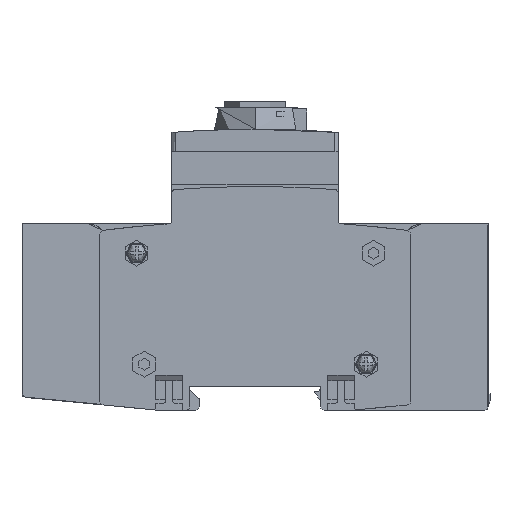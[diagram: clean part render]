
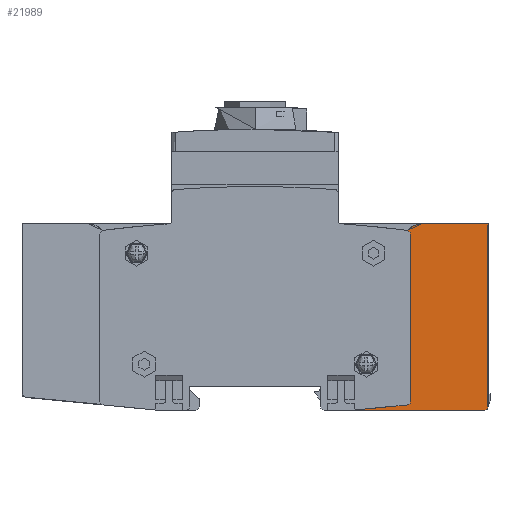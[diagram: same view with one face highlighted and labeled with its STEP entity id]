
A CAD part, left-side view. The second image highlights one B-rep face of the part: STEP entity #21989.
In plain terms, the highlighted planar face has unit normal (-1, 0, 0).
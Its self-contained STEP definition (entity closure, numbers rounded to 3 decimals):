
#21989=ADVANCED_FACE('',(#61855),#61856,.T.);
#35969=VERTEX_POINT('',#77992);
#37761=VERTEX_POINT('',#79784);
#37763=EDGE_CURVE('',#37761,#35969,#79786,.T.);
#37767=VERTEX_POINT('',#79790);
#37769=EDGE_CURVE('',#37767,#37761,#79792,.T.);
#37773=VERTEX_POINT('',#79796);
#37777=EDGE_CURVE('',#37773,#37767,#79800,.F.);
#37779=VERTEX_POINT('',#79802);
#37783=EDGE_CURVE('',#37779,#37773,#79806,.T.);
#37785=VERTEX_POINT('',#79808);
#37787=EDGE_CURVE('',#37785,#37779,#79810,.T.);
#37791=VERTEX_POINT('',#79814);
#37795=EDGE_CURVE('',#37791,#37785,#79818,.T.);
#37797=VERTEX_POINT('',#79820);
#37807=VERTEX_POINT('',#79830);
#37811=EDGE_CURVE('',#37797,#37807,#79834,.T.);
#37813=VERTEX_POINT('',#79836);
#37821=EDGE_CURVE('',#37813,#37797,#79844,.T.);
#37825=EDGE_CURVE('',#35969,#37813,#79848,.T.);
#37827=VERTEX_POINT('',#79850);
#37829=EDGE_CURVE('',#37827,#37791,#79852,.T.);
#40617=VERTEX_POINT('',#82640);
#40621=EDGE_CURVE('',#37807,#40617,#82644,.T.);
#40679=VERTEX_POINT('',#82702);
#40681=EDGE_CURVE('',#40617,#40679,#82704,.T.);
#40683=VERTEX_POINT('',#82706);
#40685=EDGE_CURVE('',#40679,#40683,#82708,.T.);
#40687=EDGE_CURVE('',#40683,#37827,#82710,.T.);
#61855=FACE_OUTER_BOUND('',#103875,.T.);
#61856=PLANE('',#103876);
#77992=CARTESIAN_POINT('',(6.0,41.5,55.5));
#79784=CARTESIAN_POINT('',(6.0,41.1,55.5));
#79786=LINE('',#136087,#136088);
#79790=CARTESIAN_POINT('',(6.0,41.1,50.966));
#79792=LINE('',#136097,#136098);
#79796=CARTESIAN_POINT('',(6.0,40.542,50.368));
#79800=CIRCLE('',#136111,0.6);
#79802=CARTESIAN_POINT('',(6.0,22.257,48.552));
#79806=CIRCLE('',#136122,324.9);
#79808=CARTESIAN_POINT('',(6.0,18.423,50.4));
#79810=CIRCLE('',#136127,4.9);
#79814=CARTESIAN_POINT('',(6.0,0.6,50.4));
#79818=LINE('',#136140,#136141);
#79820=CARTESIAN_POINT('',(6.0,40.57,49.969));
#79830=CARTESIAN_POINT('',(6.0,25.,48.488));
#79834=CIRCLE('',#136163,324.5);
#79836=CARTESIAN_POINT('',(6.0,41.5,50.966));
#79844=CIRCLE('',#136177,1.0);
#79848=LINE('',#136184,#136185);
#79850=CARTESIAN_POINT('',(6.0,0.6,1.));
#79852=LINE('',#136190,#136191);
#82640=CARTESIAN_POINT('',(6.0,25.,1.242));
#82644=LINE('',#142924,#142925);
#82702=CARTESIAN_POINT('',(6.0,36.861,0.1));
#82704=LINE('',#143011,#143012);
#82706=CARTESIAN_POINT('',(6.0,1.5,0.1));
#82708=LINE('',#143017,#143018);
#82710=CIRCLE('',#143021,0.9);
#103875=EDGE_LOOP('',(#201808,#201809,#201810,#201811,#201812,#201813,#201814,#201815,#201816,#201817,#201818,#201819,#201820,#201821));
#103876=AXIS2_PLACEMENT_3D('',#201822,#201823,#201824);
#136087=CARTESIAN_POINT('',(6.0,52.25,55.5));
#136088=VECTOR('',#226485,1.0);
#136097=CARTESIAN_POINT('',(6.0,41.1,26.617));
#136098=VECTOR('',#226487,1.0);
#136111=AXIS2_PLACEMENT_3D('',#226490,#226491,#226492);
#136122=AXIS2_PLACEMENT_3D('',#226493,#226494,#226495);
#136127=AXIS2_PLACEMENT_3D('',#226496,#226497,#226498);
#136140=CARTESIAN_POINT('',(6.0,36.481,50.4));
#136141=VECTOR('',#226501,1.0);
#136163=AXIS2_PLACEMENT_3D('',#226507,#226508,#226509);
#136177=AXIS2_PLACEMENT_3D('',#226514,#226515,#226516);
#136184=CARTESIAN_POINT('',(6.0,41.5,25.483));
#136185=VECTOR('',#226518,1.0);
#136190=CARTESIAN_POINT('',(6.0,0.6,12.875));
#136191=VECTOR('',#226519,1.0);
#142924=CARTESIAN_POINT('',(6.0,25.,24.75));
#142925=VECTOR('',#227788,1.0);
#143011=CARTESIAN_POINT('',(6.0,42.834,-0.475));
#143012=VECTOR('',#227814,1.0);
#143017=CARTESIAN_POINT('',(6.0,42.979,0.1));
#143018=VECTOR('',#227815,1.0);
#143021=AXIS2_PLACEMENT_3D('',#227816,#227817,#227818);
#201808=ORIENTED_EDGE('',*,*,#37825,.T.);
#201809=ORIENTED_EDGE('',*,*,#37821,.T.);
#201810=ORIENTED_EDGE('',*,*,#37811,.T.);
#201811=ORIENTED_EDGE('',*,*,#40621,.T.);
#201812=ORIENTED_EDGE('',*,*,#40681,.T.);
#201813=ORIENTED_EDGE('',*,*,#40685,.T.);
#201814=ORIENTED_EDGE('',*,*,#40687,.T.);
#201815=ORIENTED_EDGE('',*,*,#37829,.T.);
#201816=ORIENTED_EDGE('',*,*,#37795,.T.);
#201817=ORIENTED_EDGE('',*,*,#37787,.T.);
#201818=ORIENTED_EDGE('',*,*,#37783,.T.);
#201819=ORIENTED_EDGE('',*,*,#37777,.T.);
#201820=ORIENTED_EDGE('',*,*,#37769,.T.);
#201821=ORIENTED_EDGE('',*,*,#37763,.T.);
#201822=CARTESIAN_POINT('',(6.0,63.5,0.0));
#201823=DIRECTION('',(-1.0,0.0,0.0));
#201824=DIRECTION('',(0.0,1.0,0.0));
#226485=DIRECTION('',(0.0,1.0,0.0));
#226487=DIRECTION('',(0.0,0.0,1.0));
#226490=CARTESIAN_POINT('',(6.0,40.5,50.966));
#226491=DIRECTION('',(-1.0,-0.0,0.0));
#226492=DIRECTION('',(0.0,0.,-1.));
#226493=CARTESIAN_POINT('',(6.0,63.5,-273.72));
#226494=DIRECTION('',(-1.0,0.0,0.0));
#226495=DIRECTION('',(0.0,0.,-1.));
#226496=CARTESIAN_POINT('',(6.0,18.423,45.5));
#226497=DIRECTION('',(-1.0,0.0,0.0));
#226498=DIRECTION('',(0.0,0.,-1.0));
#226501=DIRECTION('',(0.0,1.0,0.0));
#226507=CARTESIAN_POINT('',(6.0,63.5,-273.72));
#226508=DIRECTION('',(1.0,0.0,0.0));
#226509=DIRECTION('',(0.0,0.0,-1.0));
#226514=CARTESIAN_POINT('',(6.0,40.5,50.966));
#226515=DIRECTION('',(-1.0,0.0,0.0));
#226516=DIRECTION('',(0.0,0.0,-1.0));
#226518=DIRECTION('',(0.0,0.0,-1.0));
#226519=DIRECTION('',(0.0,0.0,1.0));
#227788=DIRECTION('',(0.0,0.0,-1.0));
#227814=DIRECTION('',(0.0,0.995,-0.096));
#227815=DIRECTION('',(0.0,-1.0,0.0));
#227816=CARTESIAN_POINT('',(6.0,1.5,1.));
#227817=DIRECTION('',(-1.0,0.0,0.0));
#227818=DIRECTION('',(0.0,0.0,-1.0));
